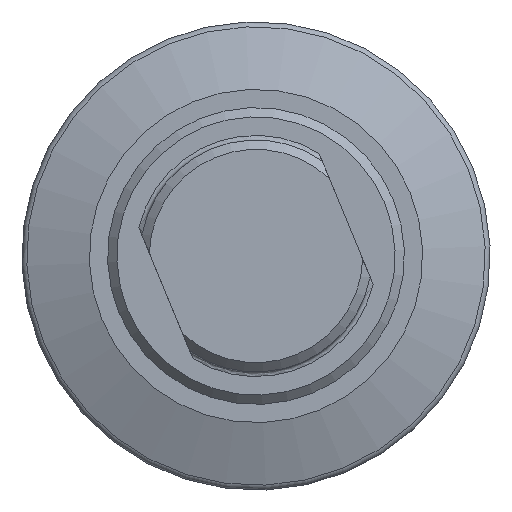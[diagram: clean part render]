
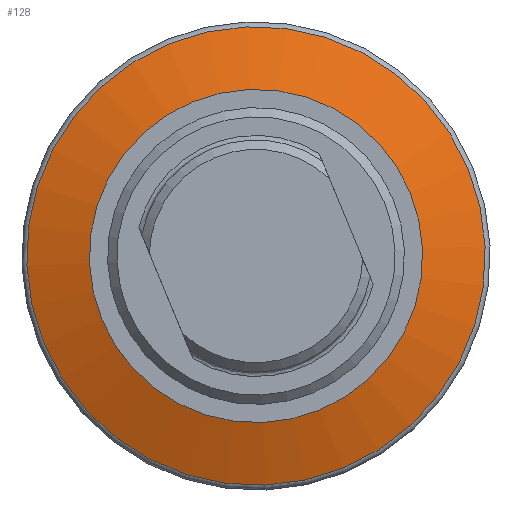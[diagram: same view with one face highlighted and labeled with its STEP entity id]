
A CAD part, front view. The second image highlights one B-rep face of the part: STEP entity #128.
In plain terms, the highlighted conical face has half-angle 70 degrees and reference radius 25.25 mm.
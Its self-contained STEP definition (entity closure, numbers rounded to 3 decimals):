
#128 = ADVANCED_FACE( '', ( #307, #308 ), #309, .T. );
#307 = FACE_OUTER_BOUND( '', #551, .T. );
#308 = FACE_BOUND( '', #552, .T. );
#309 = CONICAL_SURFACE( '', #553, 25.25, 1.222 );
#551 = EDGE_LOOP( '', ( #829 ) );
#552 = EDGE_LOOP( '', ( #830 ) );
#553 = AXIS2_PLACEMENT_3D( '', #831, #832, #833 );
#829 = ORIENTED_EDGE( '', *, *, #1158, .T. );
#830 = ORIENTED_EDGE( '', *, *, #1159, .F. );
#831 = CARTESIAN_POINT( '', ( 0., 31.25, 0. ) );
#832 = DIRECTION( '', ( 0., 1., 0. ) );
#833 = DIRECTION( '', ( -0.924, 0., -0.382 ) );
#1158 = EDGE_CURVE( '', #1330, #1330, #1331, .F. );
#1159 = EDGE_CURVE( '', #1332, #1332, #1333, .T. );
#1330 = VERTEX_POINT( '', #1559 );
#1331 = CIRCLE( '', #1560, 24.724 );
#1332 = VERTEX_POINT( '', #1561 );
#1333 = CIRCLE( '', #1562, 17.969 );
#1559 = CARTESIAN_POINT( '', ( -22.85, 31.058, -9.441 ) );
#1560 = AXIS2_PLACEMENT_3D( '', #1783, #1784, #1785 );
#1561 = CARTESIAN_POINT( '', ( 16.608, 28.6, 6.862 ) );
#1562 = AXIS2_PLACEMENT_3D( '', #1786, #1787, #1788 );
#1783 = CARTESIAN_POINT( '', ( 0., 31.058, 0. ) );
#1784 = DIRECTION( '', ( 0., 1., 0. ) );
#1785 = DIRECTION( '', ( -0.924, 0., -0.382 ) );
#1786 = CARTESIAN_POINT( '', ( 0., 28.6, 0. ) );
#1787 = DIRECTION( '', ( 0., -1., 0. ) );
#1788 = DIRECTION( '', ( 0.924, 0., 0.382 ) );
